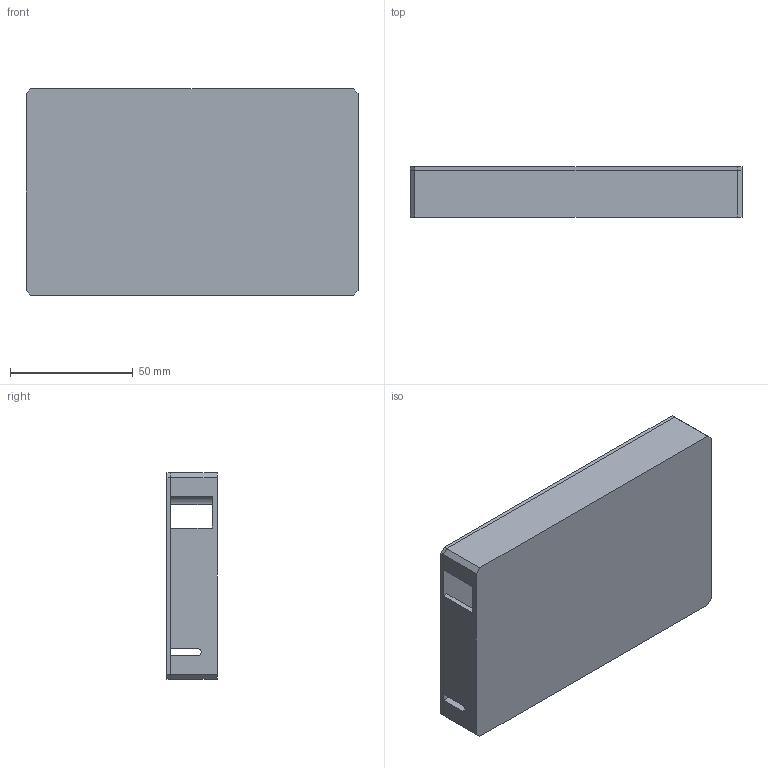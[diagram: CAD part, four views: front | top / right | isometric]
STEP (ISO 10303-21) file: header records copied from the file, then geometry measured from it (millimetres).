
FILE_DESCRIPTION (( 'STEP AP203' ), '1' );
FILE_NAME ('300K scrambler.STEP', '2023-12-08T20:57:34', ( '' ), ( '' ), 'SwSTEP 2.0', 'SolidWorks 2015', '' );
FILE_SCHEMA (( 'CONFIG_CONTROL_DESIGN' ));
Length unit declared in the file: millimetre
Products named in the file (3): 1001382 Scrambler enclosure; 1001383 Scrambler enclosure lid; 300K scrambler
Assembly tree (2 placements, depth 2):
  300K scrambler
    1001382 Scrambler enclosure
    1001383 Scrambler enclosure lid
Bounding box: 135 x 20.5 x 84 mm (x, y, z)
Volume: 57994.5 mm3; surface area: 60835.8 mm2
Topology: 2 solids, 2 shells, 114 faces, 305 edges, 187 vertices
Faces by surface type: plane 53, cylinder 37, cone 24
Entity records: 3780 total; most frequent: CARTESIAN_POINT 641, DIRECTION 605, ORIENTED_EDGE 578, EDGE_CURVE 289, LINE 207, VECTOR 207, AXIS2_PLACEMENT_3D 199, VERTEX_POINT 187
